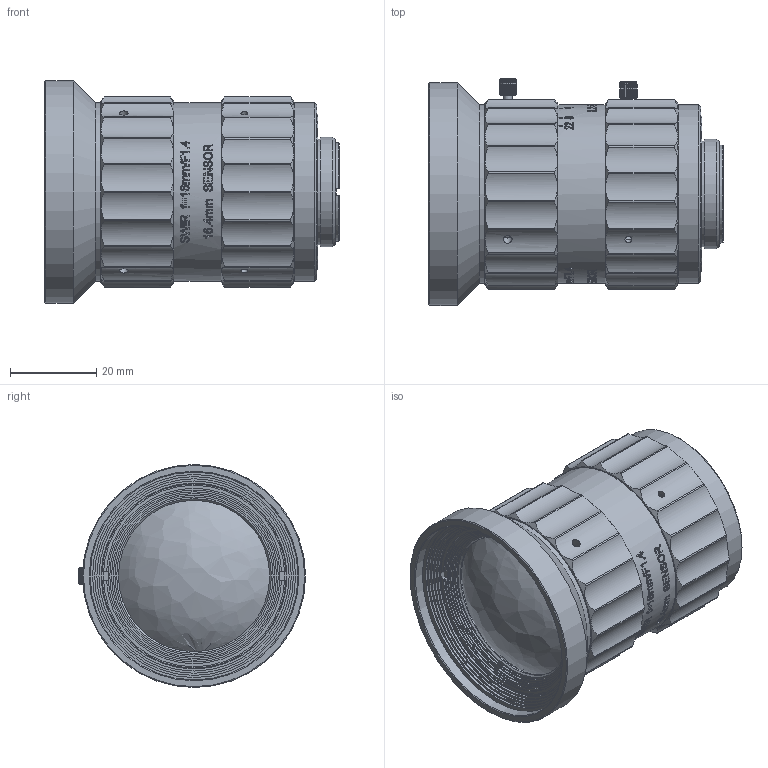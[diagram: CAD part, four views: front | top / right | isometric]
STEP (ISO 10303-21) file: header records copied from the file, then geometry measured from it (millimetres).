
FILE_DESCRIPTION (( 'STEP AP203' ), '1' );
FILE_NAME ('680019.STEP', '2024-11-28T01:43:05', ( 'Windows User' ), ( 'P R C' ), 'SwSTEP 2.0', 'SolidWorks 2020', '' );
FILE_SCHEMA (( 'CONFIG_CONTROL_DESIGN' ));
Length unit declared in the file: millimetre
Products named in the file (1): 680019
Bounding box: 68.05 x 52.55 x 51.6 mm (x, y, z)
Volume: 47516.6 mm3; surface area: 46213.3 mm2
Topology: 34 solids, 34 shells, 1589 faces, 4013 edges, 2639 vertices
Faces by surface type: plane 654, cylinder 425, bspline 339, cone 169, sphere 1, torus 1
Full cylindrical faces by diameter (mm): 0.481 x2, 0.9 x14, 1 x1, 1.1 x1, 1.2 x15, 1.25 x4, 1.3 x1, 1.4 x1, 1.6 x11, 1.7 x6, 1.9 x3, 2 x19, 2.2 x3, 2.3 x1, 2.5 x4, 2.6 x3, 2.8 x4, 3 x4, 3.5 x2, 17.8 x1, 18.701 x1, 18.9 x1, 20.8 x1, 21.6 x1, 21.9 x1, 22.7 x1, 22.8 x1, 24.4 x1, 25.4 x1, 28.6 x1
Entity records: 90125 total; most frequent: CARTESIAN_POINT 55121, ORIENTED_EDGE 7446, DIRECTION 6226, EDGE_CURVE 3723, VERTEX_POINT 2568, AXIS2_PLACEMENT_3D 2283, EDGE_LOOP 2027, FACE_OUTER_BOUND 1741
